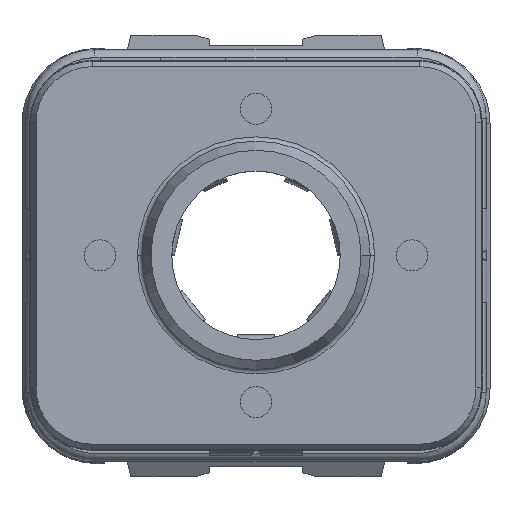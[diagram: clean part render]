
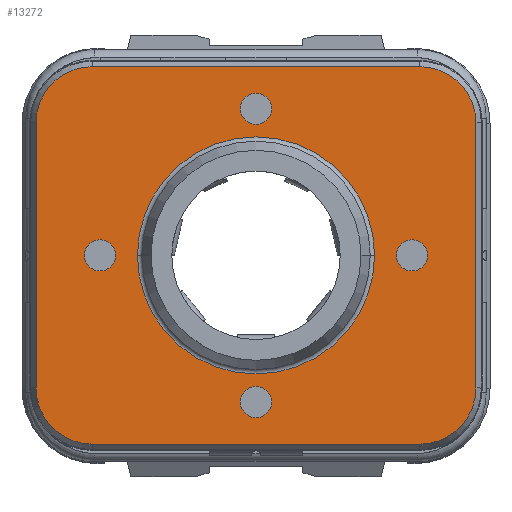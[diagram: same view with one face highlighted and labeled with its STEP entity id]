
A CAD part, top view. The second image highlights one B-rep face of the part: STEP entity #13272.
In plain terms, the highlighted planar face has unit normal (0, 0, 1).
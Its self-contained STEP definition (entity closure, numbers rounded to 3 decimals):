
#538=CARTESIAN_POINT('',(-5.25,-4.25,4.155));
#539=DIRECTION('',(0.,0.,1.));
#540=DIRECTION('',(-1.,0.,0.));
#541=AXIS2_PLACEMENT_3D('',#538,#539,#540);
#543=DIRECTION('',(0.,-1.,0.));
#544=VECTOR('',#543,8.5);
#545=CARTESIAN_POINT('',(-7.05,4.25,4.155));
#546=LINE('',#545,#544);
#547=CARTESIAN_POINT('',(-5.25,4.25,4.155));
#548=DIRECTION('',(0.,0.,1.));
#549=DIRECTION('',(0.,1.,0.));
#550=AXIS2_PLACEMENT_3D('',#547,#548,#549);
#552=DIRECTION('',(-1.,0.,0.));
#553=VECTOR('',#552,10.5);
#554=CARTESIAN_POINT('',(5.25,6.05,4.155));
#555=LINE('',#554,#553);
#556=CARTESIAN_POINT('',(5.25,4.25,4.155));
#557=DIRECTION('',(0.,0.,1.));
#558=DIRECTION('',(1.,0.,0.));
#559=AXIS2_PLACEMENT_3D('',#556,#557,#558);
#561=DIRECTION('',(0.,1.,0.));
#562=VECTOR('',#561,8.5);
#563=CARTESIAN_POINT('',(7.05,-4.25,4.155));
#564=LINE('',#563,#562);
#565=CARTESIAN_POINT('',(5.25,-4.25,4.155));
#566=DIRECTION('',(0.,0.,1.));
#567=DIRECTION('',(0.,-1.,0.));
#568=AXIS2_PLACEMENT_3D('',#565,#566,#567);
#570=DIRECTION('',(1.,0.,0.));
#571=VECTOR('',#570,10.5);
#572=CARTESIAN_POINT('',(-5.25,-6.05,4.155));
#573=LINE('',#572,#571);
#574=CARTESIAN_POINT('',(0.,0.,4.155));
#575=DIRECTION('',(0.,0.,1.));
#576=DIRECTION('',(1.,0.,0.));
#577=AXIS2_PLACEMENT_3D('',#574,#575,#576);
#579=CARTESIAN_POINT('',(0.,0.,4.155));
#580=DIRECTION('',(0.,0.,1.));
#581=DIRECTION('',(-1.,0.,0.));
#582=AXIS2_PLACEMENT_3D('',#579,#580,#581);
#10338=CARTESIAN_POINT('',(0.,4.7,4.155));
#10339=DIRECTION('',(0.,0.,1.));
#10340=DIRECTION('',(1.,0.,0.));
#10341=AXIS2_PLACEMENT_3D('',#10338,#10339,#10340);
#10347=CARTESIAN_POINT('',(0.,4.7,4.155));
#10348=DIRECTION('',(0.,0.,1.));
#10349=DIRECTION('',(-1.,0.,0.));
#10350=AXIS2_PLACEMENT_3D('',#10347,#10348,#10349);
#10366=CARTESIAN_POINT('',(-5.,0.,4.155));
#10367=DIRECTION('',(0.,0.,1.));
#10368=DIRECTION('',(1.,0.,0.));
#10369=AXIS2_PLACEMENT_3D('',#10366,#10367,#10368);
#10375=CARTESIAN_POINT('',(-5.,0.,4.155));
#10376=DIRECTION('',(0.,0.,1.));
#10377=DIRECTION('',(-1.,0.,0.));
#10378=AXIS2_PLACEMENT_3D('',#10375,#10376,#10377);
#10394=CARTESIAN_POINT('',(5.,0.,4.155));
#10395=DIRECTION('',(0.,0.,1.));
#10396=DIRECTION('',(1.,0.,0.));
#10397=AXIS2_PLACEMENT_3D('',#10394,#10395,#10396);
#10403=CARTESIAN_POINT('',(5.,0.,4.155));
#10404=DIRECTION('',(0.,0.,1.));
#10405=DIRECTION('',(-1.,0.,0.));
#10406=AXIS2_PLACEMENT_3D('',#10403,#10404,#10405);
#10422=CARTESIAN_POINT('',(0.,-4.7,4.155));
#10423=DIRECTION('',(0.,0.,1.));
#10424=DIRECTION('',(1.,0.,0.));
#10425=AXIS2_PLACEMENT_3D('',#10422,#10423,#10424);
#10431=CARTESIAN_POINT('',(0.,-4.7,4.155));
#10432=DIRECTION('',(0.,0.,1.));
#10433=DIRECTION('',(-1.,0.,0.));
#10434=AXIS2_PLACEMENT_3D('',#10431,#10432,#10433);
#11388=CARTESIAN_POINT('',(-7.05,-4.25,4.155));
#11389=CARTESIAN_POINT('',(-5.25,-6.05,4.155));
#11390=VERTEX_POINT('',#11388);
#11391=VERTEX_POINT('',#11389);
#11392=CARTESIAN_POINT('',(5.25,-6.05,4.155));
#11393=VERTEX_POINT('',#11392);
#11394=CARTESIAN_POINT('',(7.05,-4.25,4.155));
#11395=VERTEX_POINT('',#11394);
#11396=CARTESIAN_POINT('',(7.05,4.25,4.155));
#11397=VERTEX_POINT('',#11396);
#11398=CARTESIAN_POINT('',(5.25,6.05,4.155));
#11399=VERTEX_POINT('',#11398);
#11400=CARTESIAN_POINT('',(-5.25,6.05,4.155));
#11401=VERTEX_POINT('',#11400);
#11402=CARTESIAN_POINT('',(-7.05,4.25,4.155));
#11403=VERTEX_POINT('',#11402);
#11468=CARTESIAN_POINT('',(3.8,0.,4.155));
#11469=CARTESIAN_POINT('',(-3.8,0.,4.155));
#11470=VERTEX_POINT('',#11468);
#11471=VERTEX_POINT('',#11469);
#11720=CARTESIAN_POINT('',(0.5,4.7,4.155));
#11721=CARTESIAN_POINT('',(-0.5,4.7,4.155));
#11722=VERTEX_POINT('',#11720);
#11723=VERTEX_POINT('',#11721);
#11724=CARTESIAN_POINT('',(-4.5,0.,4.155));
#11725=CARTESIAN_POINT('',(-5.5,0.,4.155));
#11726=VERTEX_POINT('',#11724);
#11727=VERTEX_POINT('',#11725);
#11728=CARTESIAN_POINT('',(5.5,0.,4.155));
#11729=CARTESIAN_POINT('',(4.5,0.,4.155));
#11730=VERTEX_POINT('',#11728);
#11731=VERTEX_POINT('',#11729);
#11732=CARTESIAN_POINT('',(0.5,-4.7,4.155));
#11733=CARTESIAN_POINT('',(-0.5,-4.7,4.155));
#11734=VERTEX_POINT('',#11732);
#11735=VERTEX_POINT('',#11733);
#13227=CARTESIAN_POINT('',(0.,0.,4.155));
#13228=DIRECTION('',(0.,0.,1.));
#13229=DIRECTION('',(1.,0.,0.));
#13230=AXIS2_PLACEMENT_3D('',#13227,#13228,#13229);
#13231=PLANE('',#13230);
#13232=ORIENTED_EDGE('',*,*,#13042,.F.);
#13233=ORIENTED_EDGE('',*,*,#13083,.F.);
#13234=ORIENTED_EDGE('',*,*,#13098,.F.);
#13235=ORIENTED_EDGE('',*,*,#13139,.F.);
#13236=ORIENTED_EDGE('',*,*,#13154,.F.);
#13237=ORIENTED_EDGE('',*,*,#13195,.F.);
#13238=ORIENTED_EDGE('',*,*,#13209,.F.);
#13239=ORIENTED_EDGE('',*,*,#13026,.F.);
#13240=EDGE_LOOP('',(#13232,#13233,#13234,#13235,#13236,#13237,#13238,#13239));
#13241=FACE_OUTER_BOUND('',#13240,.F.);
#13243=ORIENTED_EDGE('',*,*,#13242,.T.);
#13245=ORIENTED_EDGE('',*,*,#13244,.T.);
#13246=EDGE_LOOP('',(#13243,#13245));
#13247=FACE_BOUND('',#13246,.F.);
#13249=ORIENTED_EDGE('',*,*,#13248,.T.);
#13251=ORIENTED_EDGE('',*,*,#13250,.T.);
#13252=EDGE_LOOP('',(#13249,#13251));
#13253=FACE_BOUND('',#13252,.F.);
#13255=ORIENTED_EDGE('',*,*,#13254,.T.);
#13257=ORIENTED_EDGE('',*,*,#13256,.T.);
#13258=EDGE_LOOP('',(#13255,#13257));
#13259=FACE_BOUND('',#13258,.F.);
#13261=ORIENTED_EDGE('',*,*,#13260,.T.);
#13263=ORIENTED_EDGE('',*,*,#13262,.T.);
#13264=EDGE_LOOP('',(#13261,#13263));
#13265=FACE_BOUND('',#13264,.F.);
#13267=ORIENTED_EDGE('',*,*,#13266,.T.);
#13269=ORIENTED_EDGE('',*,*,#13268,.T.);
#13270=EDGE_LOOP('',(#13267,#13269));
#13271=FACE_BOUND('',#13270,.F.);
#13272=ADVANCED_FACE('',(#13241,#13247,#13253,#13259,#13265,#13271),#13231,.T.);
#542=CIRCLE('',#541,1.8);
#551=CIRCLE('',#550,1.8);
#560=CIRCLE('',#559,1.8);
#569=CIRCLE('',#568,1.8);
#578=CIRCLE('',#577,3.8);
#583=CIRCLE('',#582,3.8);
#10342=CIRCLE('',#10341,0.5);
#10351=CIRCLE('',#10350,0.5);
#10370=CIRCLE('',#10369,0.5);
#10379=CIRCLE('',#10378,0.5);
#10398=CIRCLE('',#10397,0.5);
#10407=CIRCLE('',#10406,0.5);
#10426=CIRCLE('',#10425,0.5);
#10435=CIRCLE('',#10434,0.5);
#13026=EDGE_CURVE('',#11391,#11393,#573,.T.);
#13042=EDGE_CURVE('',#11390,#11391,#542,.T.);
#13083=EDGE_CURVE('',#11403,#11390,#546,.T.);
#13098=EDGE_CURVE('',#11401,#11403,#551,.T.);
#13139=EDGE_CURVE('',#11399,#11401,#555,.T.);
#13154=EDGE_CURVE('',#11397,#11399,#560,.T.);
#13195=EDGE_CURVE('',#11395,#11397,#564,.T.);
#13209=EDGE_CURVE('',#11393,#11395,#569,.T.);
#13242=EDGE_CURVE('',#11470,#11471,#578,.T.);
#13244=EDGE_CURVE('',#11471,#11470,#583,.T.);
#13248=EDGE_CURVE('',#11722,#11723,#10342,.T.);
#13250=EDGE_CURVE('',#11723,#11722,#10351,.T.);
#13254=EDGE_CURVE('',#11726,#11727,#10370,.T.);
#13256=EDGE_CURVE('',#11727,#11726,#10379,.T.);
#13260=EDGE_CURVE('',#11730,#11731,#10398,.T.);
#13262=EDGE_CURVE('',#11731,#11730,#10407,.T.);
#13266=EDGE_CURVE('',#11734,#11735,#10426,.T.);
#13268=EDGE_CURVE('',#11735,#11734,#10435,.T.);
